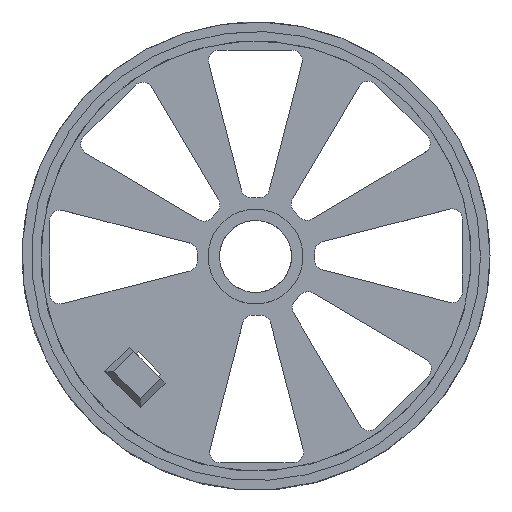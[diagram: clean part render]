
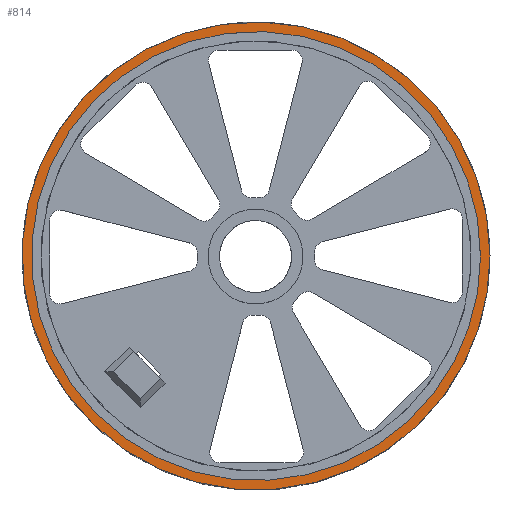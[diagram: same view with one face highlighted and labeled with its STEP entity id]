
A CAD part, top view. The second image highlights one B-rep face of the part: STEP entity #814.
In plain terms, the highlighted planar face has unit normal (0, 0, 1).
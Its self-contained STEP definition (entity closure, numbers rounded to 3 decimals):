
#34=CARTESIAN_POINT('',(1.343,-46.669,38.374));
#35=VERTEX_POINT('',#34);
#59=CARTESIAN_POINT('',(5.5,-30.,38.374));
#60=VERTEX_POINT('',#59);
#61=CARTESIAN_POINT('',(-30.,-30.,38.374));
#62=DIRECTION('',(-0.,-0.,-1.));
#63=DIRECTION('',(1.,0.,-0.));
#64=AXIS2_PLACEMENT_3D('',#61,#62,#63);
#65=CIRCLE('',#64,35.5);
#66=EDGE_CURVE('',#60,#35,#65,.T.);
#68=CARTESIAN_POINT('',(-30.,-30.,38.374));
#69=DIRECTION('',(-0.,-0.,-1.));
#70=DIRECTION('',(1.,0.,-0.));
#71=AXIS2_PLACEMENT_3D('',#68,#69,#70);
#72=CIRCLE('',#71,35.5);
#73=EDGE_CURVE('',#35,#60,#72,.T.);
#785=CARTESIAN_POINT('',(-30.,-30.,38.374));
#786=DIRECTION('',(0.,0.,1.));
#787=DIRECTION('',(1.,0.,0.));
#788=AXIS2_PLACEMENT_3D('',#785,#786,#787);
#789=PLANE('',#788);
#790=ORIENTED_EDGE('',*,*,#66,.T.);
#791=ORIENTED_EDGE('',*,*,#73,.T.);
#792=EDGE_LOOP('',(#790,#791));
#793=FACE_BOUND('',#792,.T.);
#794=CARTESIAN_POINT('',(-9.167,-60.577,38.374));
#795=VERTEX_POINT('',#794);
#796=CARTESIAN_POINT('',(7.,-30.,38.374));
#797=VERTEX_POINT('',#796);
#798=CARTESIAN_POINT('',(-30.,-30.,38.374));
#799=DIRECTION('',(-0.,-0.,-1.));
#800=DIRECTION('',(1.,0.,-0.));
#801=AXIS2_PLACEMENT_3D('',#798,#799,#800);
#802=CIRCLE('',#801,37.);
#803=EDGE_CURVE('',#795,#797,#802,.T.);
#804=ORIENTED_EDGE('',*,*,#803,.F.);
#805=CARTESIAN_POINT('',(-30.,-30.,38.374));
#806=DIRECTION('',(-0.,-0.,-1.));
#807=DIRECTION('',(1.,0.,-0.));
#808=AXIS2_PLACEMENT_3D('',#805,#806,#807);
#809=CIRCLE('',#808,37.);
#810=EDGE_CURVE('',#797,#795,#809,.T.);
#811=ORIENTED_EDGE('',*,*,#810,.F.);
#812=EDGE_LOOP('',(#804,#811));
#813=FACE_BOUND('',#812,.T.);
#814=ADVANCED_FACE('',(#793,#813),#789,.T.);
